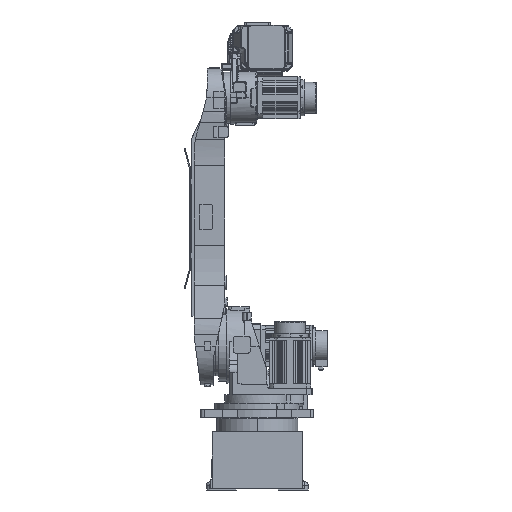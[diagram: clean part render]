
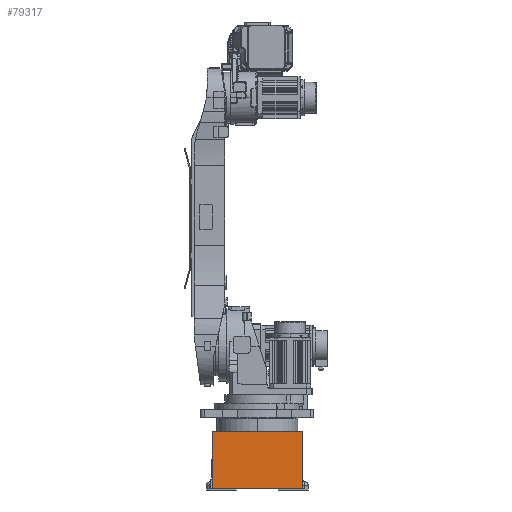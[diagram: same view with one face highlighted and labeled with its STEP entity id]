
A CAD part, left-side view. The second image highlights one B-rep face of the part: STEP entity #79317.
In plain terms, the highlighted planar face has unit normal (-1, 0, 0).
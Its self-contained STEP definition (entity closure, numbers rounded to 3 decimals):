
#3863 = CARTESIAN_POINT ( 'NONE',  ( -300., 140., 96. ) ) ;
#5877 = PLANE ( 'NONE',  #50130 ) ;
#10630 = CARTESIAN_POINT ( 'NONE',  ( -300., 140., 181. ) ) ;
#11309 = VECTOR ( 'NONE', #89126, 1000. ) ;
#11936 = CARTESIAN_POINT ( 'NONE',  ( -300., -140., 181. ) ) ;
#12189 = CARTESIAN_POINT ( 'NONE',  ( -300., 142.5, 5. ) ) ;
#16267 = LINE ( 'NONE', #50135, #11309 ) ;
#20036 = CARTESIAN_POINT ( 'NONE',  ( -300., 140., 181. ) ) ;
#20150 = DIRECTION ( 'NONE',  ( 0., -1., 0. ) ) ;
#28338 = LINE ( 'NONE', #10630, #85811 ) ;
#29086 = EDGE_CURVE ( 'NONE', #42939, #53031, #16267, .T. ) ;
#29284 = DIRECTION ( 'NONE',  ( -1., 0., 0. ) ) ;
#30536 = ORIENTED_EDGE ( 'NONE', *, *, #29086, .F. ) ;
#30969 = CARTESIAN_POINT ( 'NONE',  ( -300., 140., 181. ) ) ;
#39764 = LINE ( 'NONE', #30969, #47079 ) ;
#42939 = VERTEX_POINT ( 'NONE', #11936 ) ;
#44997 = CARTESIAN_POINT ( 'NONE',  ( -300., 140., 181. ) ) ;
#47079 = VECTOR ( 'NONE', #53852, 1000. ) ;
#48159 = LINE ( 'NONE', #12189, #87320 ) ;
#48332 = EDGE_CURVE ( 'NONE', #42939, #72690, #28338, .T. ) ;
#49456 = LINE ( 'NONE', #20036, #93528 ) ;
#49691 = DIRECTION ( 'NONE',  ( 0., 1., 0. ) ) ;
#50130 = AXIS2_PLACEMENT_3D ( 'NONE', #44997, #29284, #60678 ) ;
#50135 = CARTESIAN_POINT ( 'NONE',  ( -300., -140., 181. ) ) ;
#53021 = VERTEX_POINT ( 'NONE', #86220 ) ;
#53031 = VERTEX_POINT ( 'NONE', #55084 ) ;
#53676 = ORIENTED_EDGE ( 'NONE', *, *, #99738, .T. ) ;
#53852 = DIRECTION ( 'NONE',  ( 0., 0., -1. ) ) ;
#54324 = CARTESIAN_POINT ( 'NONE',  ( -300., 140., 181. ) ) ;
#55084 = CARTESIAN_POINT ( 'NONE',  ( -300., -140., 5. ) ) ;
#55297 = ORIENTED_EDGE ( 'NONE', *, *, #67938, .T. ) ;
#60678 = DIRECTION ( 'NONE',  ( 0., 0., 1. ) ) ;
#65176 = EDGE_LOOP ( 'NONE', ( #75076, #53676, #55297, #30536, #84335 ) ) ;
#67938 = EDGE_CURVE ( 'NONE', #53021, #53031, #48159, .T. ) ;
#72690 = VERTEX_POINT ( 'NONE', #54324 ) ;
#75076 = ORIENTED_EDGE ( 'NONE', *, *, #100864, .T. ) ;
#77835 = VERTEX_POINT ( 'NONE', #3863 ) ;
#79317 = ADVANCED_FACE ( 'NONE', ( #85593 ), #5877, .T. ) ;
#84335 = ORIENTED_EDGE ( 'NONE', *, *, #48332, .T. ) ;
#85593 = FACE_OUTER_BOUND ( 'NONE', #65176, .T. ) ;
#85811 = VECTOR ( 'NONE', #49691, 1000. ) ;
#86220 = CARTESIAN_POINT ( 'NONE',  ( -300., 140., 5. ) ) ;
#87320 = VECTOR ( 'NONE', #20150, 1000. ) ;
#89126 = DIRECTION ( 'NONE',  ( 0., 0., -1. ) ) ;
#93528 = VECTOR ( 'NONE', #98039, 1000. ) ;
#98039 = DIRECTION ( 'NONE',  ( 0., 0., -1. ) ) ;
#99738 = EDGE_CURVE ( 'NONE', #77835, #53021, #49456, .T. ) ;
#100864 = EDGE_CURVE ( 'NONE', #72690, #77835, #39764, .T. ) ;
